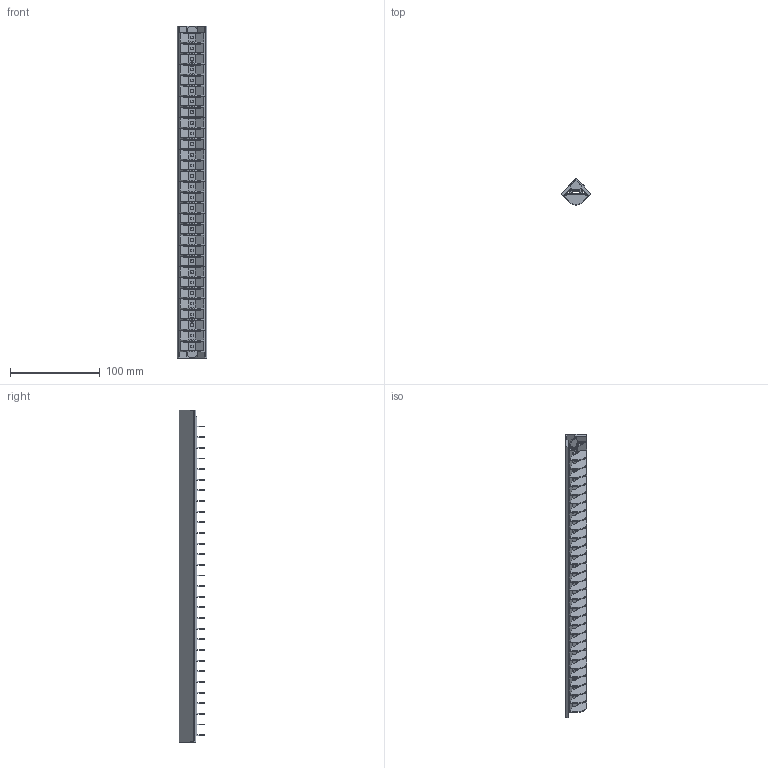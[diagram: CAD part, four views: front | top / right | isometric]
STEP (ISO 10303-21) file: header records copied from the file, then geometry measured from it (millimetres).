
FILE_DESCRIPTION(/* description */ (''),/* implementation_level */ '2;1');
FILE_NAME(/* name */ 'Daylight_XXL_Mount.step',/* time_stamp */ '2025-05-27T15:16:37-05:00',/* author */ (''),/* organization */ (''),/* preprocessor_version */ 'ST-DEVELOPER v20.1',/* originating_system */ 'Autodesk Translation Framework v14.10.0.0',/* authorisation */ '');
FILE_SCHEMA (('AUTOMOTIVE_DESIGN { 1 0 10303 214 3 1 1 }'));
Length unit declared in the file: millimetre
Products named in the file (9): Daylight_Stick_Mount; Baffle; Mount; Daylight_XXL; R_1210_3225Metric; SOLID; LED_2835; COMPOUND; PCB
Assembly tree (46 placements, depth 4):
  Daylight_Stick_Mount
    Baffle
    Mount
    Daylight_XXL
      R_1210_3225Metric  x10
        SOLID
      LED_2835  x30
        COMPOUND
      PCB
Bounding box: 32.72 x 28.82 x 370.05 mm (x, y, z)
Volume: 74530.8 mm3; surface area: 103180.5 mm2
Topology: 162 solids, 162 shells, 4283 faces, 11850 edges, 7804 vertices
Faces by surface type: plane 3661, cylinder 618, cone 4
Full cylindrical faces by diameter (mm): 0.5 x16, 1 x4, 3.2 x4, 4.7 x2, 6 x2
Entity records: 45601 total; most frequent: CARTESIAN_POINT 8048, ORIENTED_EDGE 7976, DIRECTION 7212, EDGE_CURVE 3988, LINE 3580, VECTOR 3580, VERTEX_POINT 2652, AXIS2_PLACEMENT_3D 1816
